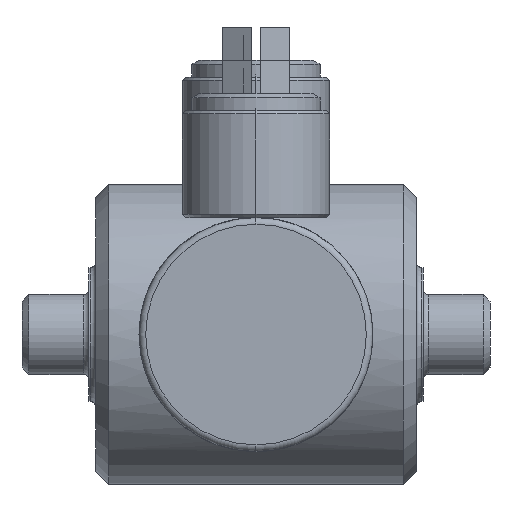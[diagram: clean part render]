
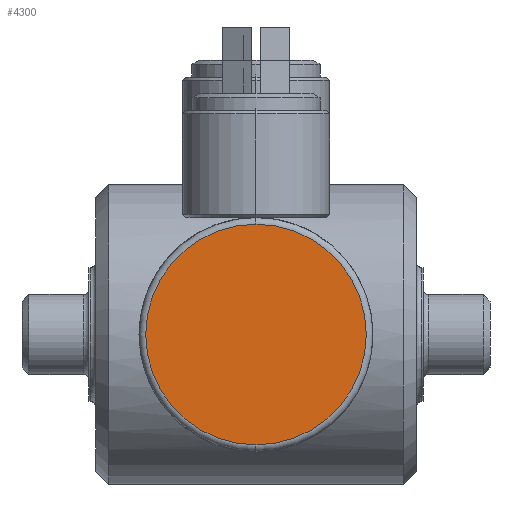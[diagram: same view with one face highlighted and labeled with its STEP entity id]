
A CAD part, left-side view. The second image highlights one B-rep face of the part: STEP entity #4300.
In plain terms, the highlighted planar face has unit normal (-1, 0, 0).
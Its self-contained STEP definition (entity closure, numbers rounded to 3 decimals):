
#256 = CIRCLE ( 'NONE', #3540, 16.5 ) ;
#412 = CARTESIAN_POINT ( 'NONE',  ( -14., 0., 16.5 ) ) ;
#775 = CIRCLE ( 'NONE', #7022, 16.5 ) ;
#1755 = PLANE ( 'NONE',  #6956 ) ;
#1902 = DIRECTION ( 'NONE',  ( 0., 0., 1. ) ) ;
#2940 = EDGE_LOOP ( 'NONE', ( #3158, #3192 ) ) ;
#3158 = ORIENTED_EDGE ( 'NONE', *, *, #4296, .T. ) ;
#3192 = ORIENTED_EDGE ( 'NONE', *, *, #8491, .T. ) ;
#3540 = AXIS2_PLACEMENT_3D ( 'NONE', #4754, #7461, #8110 ) ;
#3919 = DIRECTION ( 'NONE',  ( -1., 0., 0. ) ) ;
#4296 = EDGE_CURVE ( 'NONE', #7237, #5066, #256, .T. ) ;
#4300 = ADVANCED_FACE ( 'NONE', ( #8247 ), #1755, .T. ) ;
#4707 = DIRECTION ( 'NONE',  ( 0., 0., 1. ) ) ;
#4754 = CARTESIAN_POINT ( 'NONE',  ( -14., 0., 0. ) ) ;
#5066 = VERTEX_POINT ( 'NONE', #7166 ) ;
#6061 = CARTESIAN_POINT ( 'NONE',  ( -14., 0., 0. ) ) ;
#6956 = AXIS2_PLACEMENT_3D ( 'NONE', #412, #8910, #4707 ) ;
#7022 = AXIS2_PLACEMENT_3D ( 'NONE', #6061, #3919, #1902 ) ;
#7166 = CARTESIAN_POINT ( 'NONE',  ( -14., 0., -16.5 ) ) ;
#7237 = VERTEX_POINT ( 'NONE', #8039 ) ;
#7461 = DIRECTION ( 'NONE',  ( -1., 0., 0. ) ) ;
#8039 = CARTESIAN_POINT ( 'NONE',  ( -14., 0., 16.5 ) ) ;
#8110 = DIRECTION ( 'NONE',  ( 0., 0., 1. ) ) ;
#8247 = FACE_OUTER_BOUND ( 'NONE', #2940, .T. ) ;
#8491 = EDGE_CURVE ( 'NONE', #5066, #7237, #775, .T. ) ;
#8910 = DIRECTION ( 'NONE',  ( -1., 0., 0. ) ) ;
